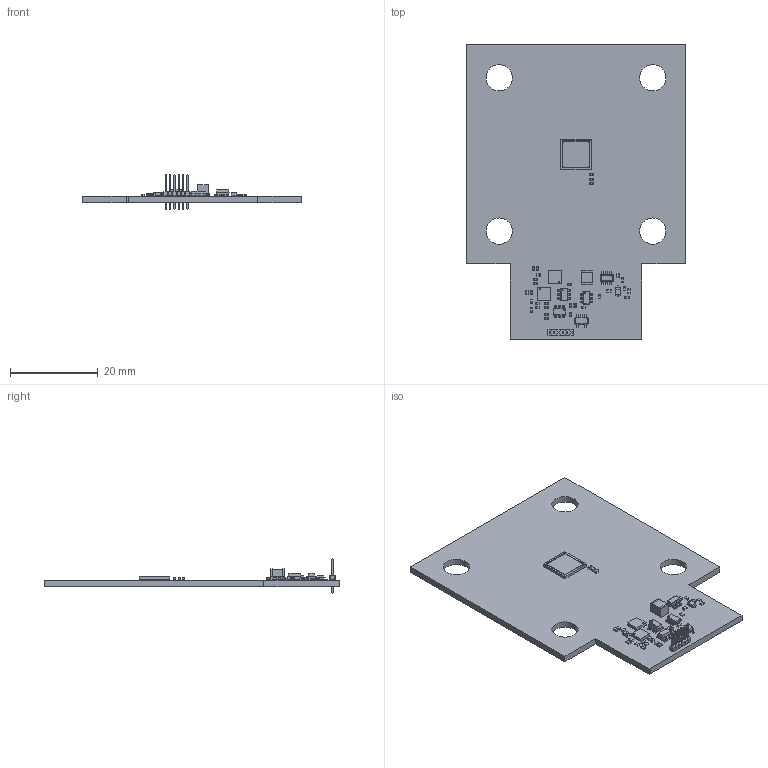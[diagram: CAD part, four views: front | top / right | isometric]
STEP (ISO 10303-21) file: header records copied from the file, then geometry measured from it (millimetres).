
FILE_DESCRIPTION(('KiCad electronic assembly'),'2;1');
FILE_NAME('mu.step','2025-12-17T14:41:10',('Pcbnew'),('Kicad'), 'Open CASCADE STEP processor 7.8','KiCad to STEP converter','Unknown' );
FILE_SCHEMA(('AUTOMOTIVE_DESIGN { 1 0 10303 214 1 1 1 1 }'));
Length unit declared in the file: millimetre
Products named in the file (17): mu 1; R_0402_1005Metric; MAX5026EUT_T; C_0402_1005Metric; TSOP-5_1.65x3.05mm_P0.95mm; PinHeader_1x06_P1.00mm_Vertical; D_SOD-323F; LFCSP-8-1EP_3x3mm_P0.5mm_EP1.45x1.74mm; mu 1.19.1; MICROFC-60035-SMT-TR1; 512AG_512AG; SOT-23-6; DFN-10-1EP_3x3mm_P0.5mm_EP1.65x2.38mm; mu 1.27.1; L_1210_3225Metric; TSOT-23-8; mu_PCB
Assembly tree (45 placements, depth 3):
  mu 1
    R_0402_1005Metric  x15
    MAX5026EUT_T
    C_0402_1005Metric  x15
    TSOP-5_1.65x3.05mm_P0.95mm
    PinHeader_1x06_P1.00mm_Vertical
    D_SOD-323F
    LFCSP-8-1EP_3x3mm_P0.5mm_EP1.45x1.74mm
      mu 1.19.1
    MICROFC-60035-SMT-TR1
      512AG_512AG
    SOT-23-6  x2
    DFN-10-1EP_3x3mm_P0.5mm_EP1.65x2.38mm
      mu 1.27.1
    L_1210_3225Metric
    TSOT-23-8
    mu_PCB
Bounding box: 50 x 67.15 x 7.8 mm (x, y, z)
Volume: 4491 mm3; surface area: 7022.1 mm2
Topology: 83 solids, 83 shells, 1996 faces, 5049 edges, 3278 vertices
Faces by surface type: plane 1409, cylinder 513, bspline 74
Full cylindrical faces by diameter (mm): 0.2 x1, 0.25 x1, 0.5 x6, 6 x4
Entity records: 38376 total; most frequent: CARTESIAN_POINT 6042, ORIENTED_EDGE 5556, DIRECTION 5313, EDGE_CURVE 2778, LINE 2281, VECTOR 2281, VERTEX_POINT 1793, AXIS2_PLACEMENT_3D 1516
